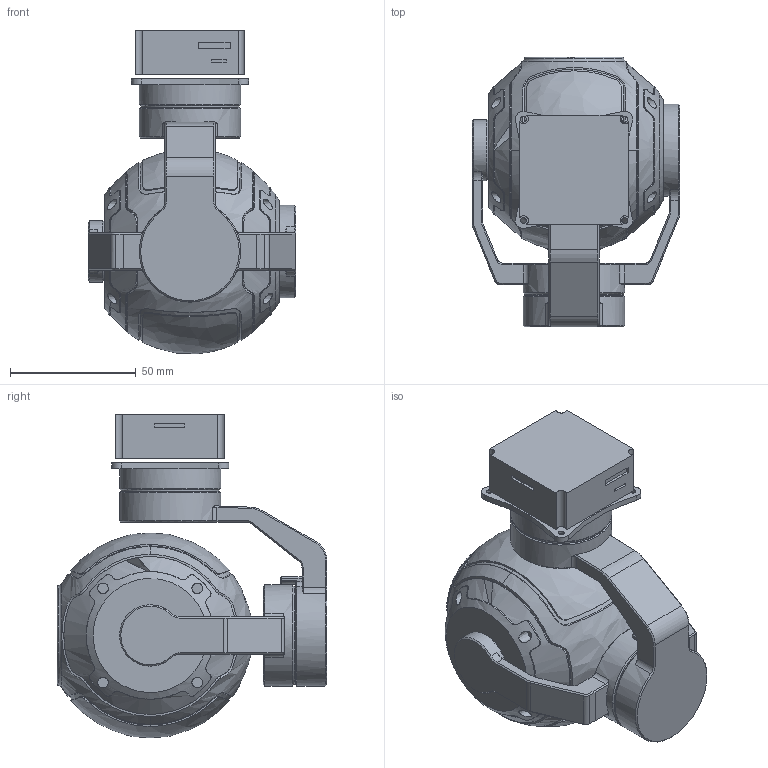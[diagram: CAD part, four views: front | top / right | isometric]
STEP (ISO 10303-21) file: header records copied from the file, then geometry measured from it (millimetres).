
FILE_DESCRIPTION(('FreeCAD Model'),'2;1');
FILE_NAME('Open CASCADE Shape Model','2025-04-27T10:12:43',('FreeCAD'),( 'FreeCAD'),'Open CASCADE STEP processor 7.6','FreeCAD','Unknown');
FILE_SCHEMA(('AUTOMOTIVE_DESIGN { 1 0 10303 214 1 1 1 1 }'));
Length unit declared in the file: millimetre
Products named in the file (1): Open CASCADE STEP translator 7.6 1
Bounding box: 82.62 x 107.34 x 128.75 mm (x, y, z)
Volume: 395408.4 mm3
Topology: 5 solids, 5 shells, 448 faces, 1183 edges, 747 vertices
Faces by surface type: bspline 448
Entity records: 24237 total; most frequent: CARTESIAN_POINT 17248, ORIENTED_EDGE 2328, EDGE_CURVE 1164, B_SPLINE_CURVE_WITH_KNOTS 1076, VERTEX_POINT 746, FACE_BOUND 476, EDGE_LOOP 476, ADVANCED_FACE 448
